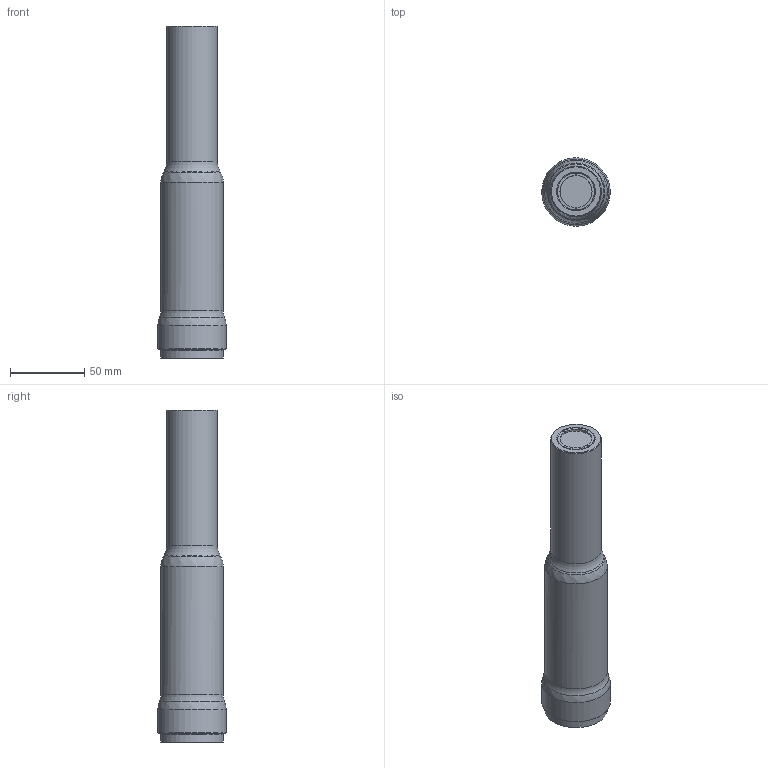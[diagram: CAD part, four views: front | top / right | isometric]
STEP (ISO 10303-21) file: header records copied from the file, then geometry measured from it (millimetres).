
FILE_DESCRIPTION(/* description */ (''),/* implementation_level */ '2;1');
FILE_NAME(/* name */ '',/* time_stamp */ '2022-01-05T14:39:10+01:00',/* author */ (''),/* organization */ ('Vision & Control'),/* preprocessor_version */ 'ST-DEVELOPER v16.5',/* originating_system */ 'Autodesk Inventor 2017',/* authorisation */ '');
FILE_SCHEMA (('AUTOMOTIVE_DESIGN { 1 0 10303 214 3 1 1 }'));
Length unit declared in the file: millimetre
Products named in the file (1): TO8.7_43.4-64-F-WN
Bounding box: 45.98 x 45.98 x 223 mm (x, y, z)
Volume: 259146.5 mm3; surface area: 31235.8 mm2
Topology: 1 solids, 1 shells, 32 faces, 71 edges, 46 vertices
Faces by surface type: plane 15, cylinder 9, cone 4, bspline 2, torus 2
Full cylindrical faces by diameter (mm): 21.5 x1, 24.8 x1, 25 x1, 34 x1, 37 x1, 40.5 x1, 42 x2, 46 x1
Entity records: 904 total; most frequent: CARTESIAN_POINT 183, DIRECTION 146, ORIENTED_EDGE 104, AXIS2_PLACEMENT_3D 65, EDGE_LOOP 52, EDGE_CURVE 52, VERTEX_POINT 42, CIRCLE 34
